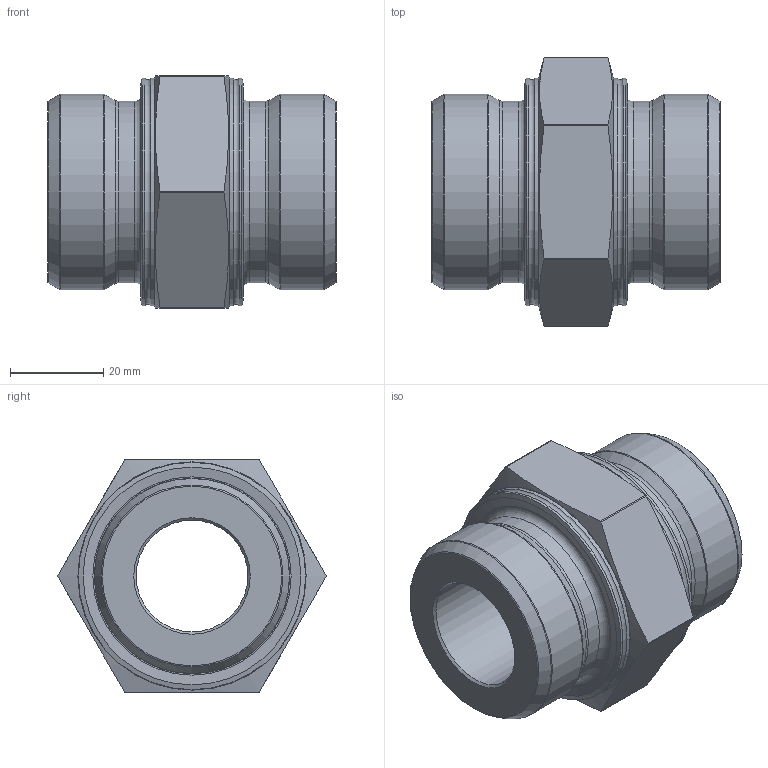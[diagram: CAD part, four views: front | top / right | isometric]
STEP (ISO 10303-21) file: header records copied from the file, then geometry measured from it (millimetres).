
FILE_DESCRIPTION(/* description */ (''),/* implementation_level */ '2;1');
FILE_NAME(/* name */ 'DNM30.stp',/* time_stamp */ '2025-01-07T08:36:49+01:00',/* author */ (''),/* organization */ (''),/* preprocessor_version */ 'ST-DEVELOPER v16',/* originating_system */ 'SIEMENS PLM Software NX 10.0',/* authorisation */ '');
FILE_SCHEMA (('CONFIG_CONTROL_DESIGN'));
Length unit declared in the file: millimetre
Products named in the file (1): X-DNM30
Bounding box: 62 x 57.66 x 50 mm (x, y, z)
Volume: 69699.1 mm3; surface area: 16809.8 mm2
Topology: 1 solids, 1 shells, 49 faces, 112 edges, 67 vertices
Faces by surface type: cylinder 15, cone 12, torus 12, plane 10
Full cylindrical faces by diameter (mm): 24 x1, 38.9 x2, 42 x2, 48.8 x4
Entity records: 1366 total; most frequent: CARTESIAN_POINT 378, DIRECTION 184, ORIENTED_EDGE 144, EDGE_LOOP 86, AXIS2_PLACEMENT_3D 86, FACE_BOUND 74, EDGE_CURVE 72, VERTEX_POINT 60
